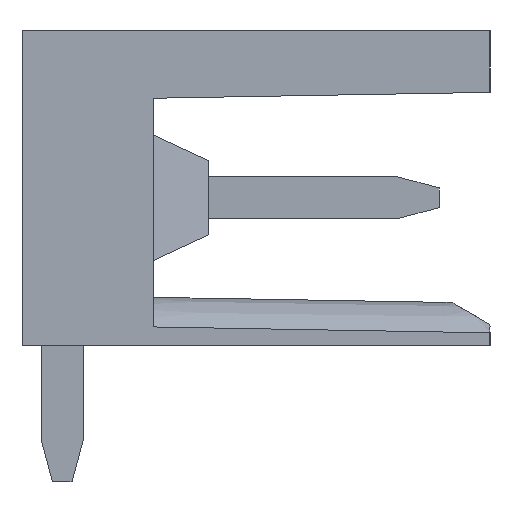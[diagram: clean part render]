
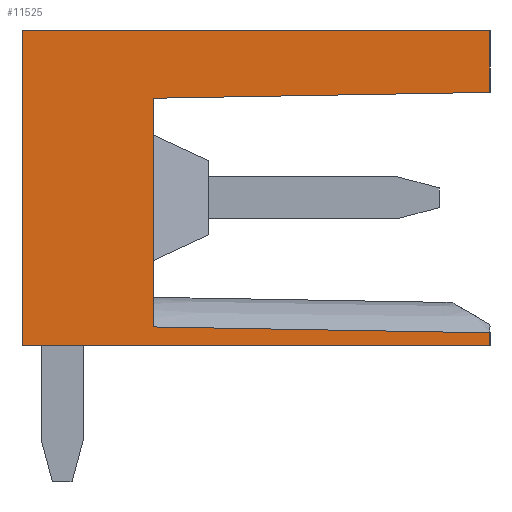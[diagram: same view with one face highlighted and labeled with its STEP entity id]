
A CAD part, left-side view. The second image highlights one B-rep face of the part: STEP entity #11525.
In plain terms, the highlighted planar face has unit normal (-1, 0, 0).
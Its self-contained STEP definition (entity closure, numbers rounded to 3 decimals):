
#11475=AXIS2_PLACEMENT_3D('Plane Axis2P3D',#11472,#11473,#11474) ;
#10632=CARTESIAN_POINT('Vertex',(0.,0.,3.511)) ;
#10646=CARTESIAN_POINT('Vertex',(0.,7.95,3.65)) ;
#10650=CARTESIAN_POINT('Control Point',(0.,0.,3.511)) ;
#10651=CARTESIAN_POINT('Control Point',(0.,7.95,3.65)) ;
#11247=CARTESIAN_POINT('Vertex',(0.,0.,9.189)) ;
#11250=CARTESIAN_POINT('Line Origine',(0.,3.975,9.119)) ;
#11254=CARTESIAN_POINT('Vertex',(0.,7.95,9.05)) ;
#11472=CARTESIAN_POINT('Axis2P3D Location',(0.,0.,0.)) ;
#11477=CARTESIAN_POINT('Line Origine',(0.,0.,9.919)) ;
#11481=CARTESIAN_POINT('Vertex',(0.,0.,10.65)) ;
#11484=CARTESIAN_POINT('Line Origine',(0.,5.525,10.65)) ;
#11488=CARTESIAN_POINT('Vertex',(0.,11.05,10.65)) ;
#11491=CARTESIAN_POINT('Line Origine',(0.,11.05,6.925)) ;
#11495=CARTESIAN_POINT('Vertex',(0.,11.05,3.2)) ;
#11498=CARTESIAN_POINT('Line Origine',(0.,5.525,3.2)) ;
#11502=CARTESIAN_POINT('Vertex',(0.,0.,3.2)) ;
#11505=CARTESIAN_POINT('Line Origine',(0.,0.,3.356)) ;
#11510=CARTESIAN_POINT('Line Origine',(0.,7.95,6.35)) ;
#11251=DIRECTION('Vector Direction',(0.,-1.,0.017)) ;
#11473=DIRECTION('Axis2P3D Direction',(-1.,0.,0.)) ;
#11474=DIRECTION('Axis2P3D XDirection',(0.,-1.,0.)) ;
#11478=DIRECTION('Vector Direction',(0.,0.,-1.)) ;
#11485=DIRECTION('Vector Direction',(0.,-1.,0.)) ;
#11492=DIRECTION('Vector Direction',(0.,0.,1.)) ;
#11499=DIRECTION('Vector Direction',(0.,1.,0.)) ;
#11506=DIRECTION('Vector Direction',(0.,0.,-1.)) ;
#11511=DIRECTION('Vector Direction',(0.,0.,1.)) ;
#11252=VECTOR('Line Direction',#11251,1.) ;
#11479=VECTOR('Line Direction',#11478,1.) ;
#11486=VECTOR('Line Direction',#11485,1.) ;
#11493=VECTOR('Line Direction',#11492,1.) ;
#11500=VECTOR('Line Direction',#11499,1.) ;
#11507=VECTOR('Line Direction',#11506,1.) ;
#11512=VECTOR('Line Direction',#11511,1.) ;
#11516=ORIENTED_EDGE('',*,*,#11483,.T.) ;
#11517=ORIENTED_EDGE('',*,*,#11490,.T.) ;
#11518=ORIENTED_EDGE('',*,*,#11497,.T.) ;
#11519=ORIENTED_EDGE('',*,*,#11504,.T.) ;
#11520=ORIENTED_EDGE('',*,*,#11509,.T.) ;
#11521=ORIENTED_EDGE('',*,*,#10652,.F.) ;
#11522=ORIENTED_EDGE('',*,*,#11514,.F.) ;
#11523=ORIENTED_EDGE('',*,*,#11256,.F.) ;
#11525=ADVANCED_FACE('HOUSING',(#11524),#11476,.T.) ;
#10649=B_SPLINE_CURVE_WITH_KNOTS('',1,(#10650,#10651),.UNSPECIFIED.,.F.,.U.,(2,2),(-3.976,3.976),.UNSPECIFIED.) ;
#10652=EDGE_CURVE('',#10647,#10633,#10649,.F.) ;
#11256=EDGE_CURVE('',#11248,#11255,#11253,.F.) ;
#11483=EDGE_CURVE('',#11248,#11482,#11480,.F.) ;
#11490=EDGE_CURVE('',#11482,#11489,#11487,.F.) ;
#11497=EDGE_CURVE('',#11489,#11496,#11494,.F.) ;
#11504=EDGE_CURVE('',#11496,#11503,#11501,.F.) ;
#11509=EDGE_CURVE('',#11503,#10633,#11508,.F.) ;
#11514=EDGE_CURVE('',#11255,#10647,#11513,.F.) ;
#11515=EDGE_LOOP('',(#11516,#11517,#11518,#11519,#11520,#11521,#11522,#11523)) ;
#11524=FACE_OUTER_BOUND('',#11515,.T.) ;
#11253=LINE('Line',#11250,#11252) ;
#11480=LINE('Line',#11477,#11479) ;
#11487=LINE('Line',#11484,#11486) ;
#11494=LINE('Line',#11491,#11493) ;
#11501=LINE('Line',#11498,#11500) ;
#11508=LINE('Line',#11505,#11507) ;
#11513=LINE('Line',#11510,#11512) ;
#11476=PLANE('',#11475) ;
#10633=VERTEX_POINT('',#10632) ;
#10647=VERTEX_POINT('',#10646) ;
#11248=VERTEX_POINT('',#11247) ;
#11255=VERTEX_POINT('',#11254) ;
#11482=VERTEX_POINT('',#11481) ;
#11489=VERTEX_POINT('',#11488) ;
#11496=VERTEX_POINT('',#11495) ;
#11503=VERTEX_POINT('',#11502) ;
